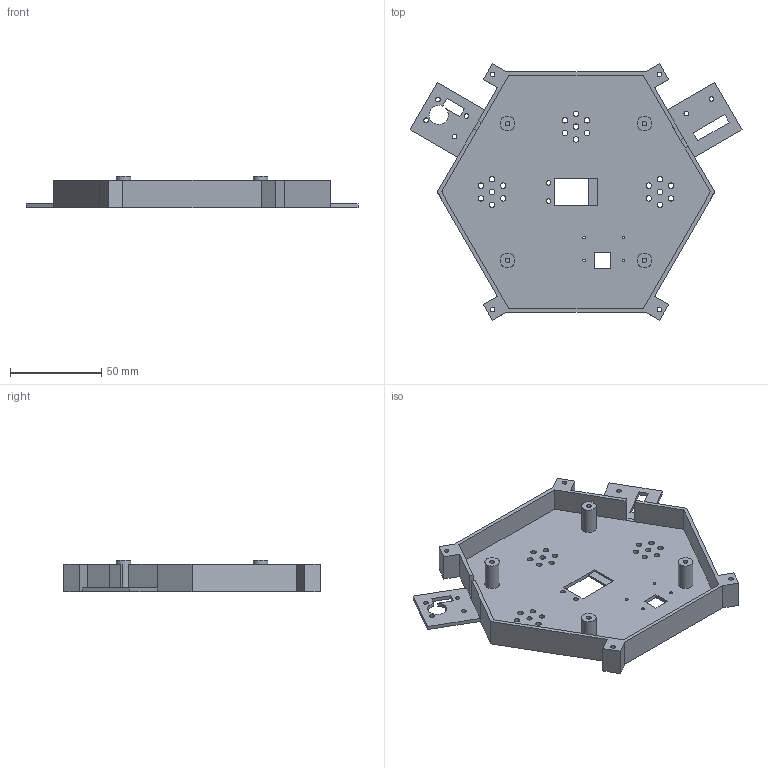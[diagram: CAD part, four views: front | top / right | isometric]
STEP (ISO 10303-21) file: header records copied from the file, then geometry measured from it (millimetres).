
FILE_DESCRIPTION(('FreeCAD Model'),'2;1');
FILE_NAME('base_carcasa_THIS.step','2021-02-16T15:10:30',('Author'),(''), 'Open CASCADE STEP processor 7.3','FreeCAD','Unknown');
FILE_SCHEMA(('AUTOMOTIVE_DESIGN { 1 0 10303 214 1 1 1 1 }'));
Length unit declared in the file: millimetre
Products named in the file (1): Body
Bounding box: 181.96 x 140.64 x 17 mm (x, y, z)
Volume: 51176.8 mm3; surface area: 49890.3 mm2
Topology: 1 solids, 1 shells, 124 faces, 330 edges, 216 vertices
Faces by surface type: plane 77, cylinder 47
Full cylindrical faces by diameter (mm): 1.5 x4, 2.5 x16, 3 x21, 8 x4
Entity records: 8495 total; most frequent: CARTESIAN_POINT 1667, DIRECTION 1278, LINE 802, VECTOR 802, ORIENTED_EDGE 660, PCURVE 660, DEFINITIONAL_REPRESENTATION 660, EDGE_CURVE 330
